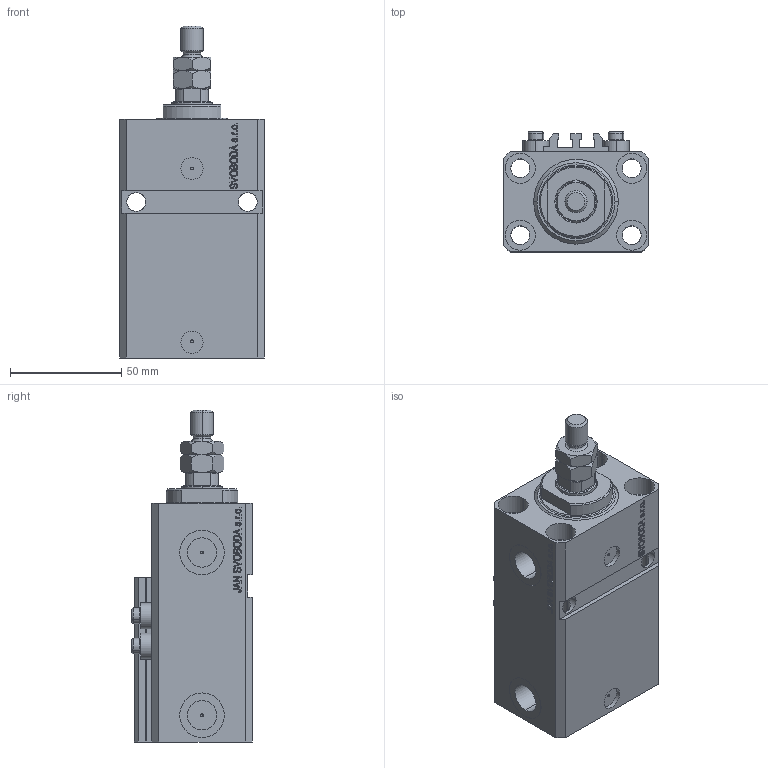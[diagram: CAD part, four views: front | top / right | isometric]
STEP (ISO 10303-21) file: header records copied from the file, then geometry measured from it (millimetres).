
FILE_DESCRIPTION (( 'STEP AP203' ), '1' );
FILE_NAME ('76a0.STEP', '2022-04-09T16:08:42', ( '' ), ( '' ), 'SwSTEP 2.0', 'SolidWorks 2019', '' );
FILE_SCHEMA (( 'CONFIG_CONTROL_DESIGN' ));
Products named in the file (6): V250CE_E_Body 2d4c709b4859b970c6e68d553c2154c0; 76a0; V250CE_C_VCP 2d4c709b4859b970c6e68d553c2154c0; ALLEN BOLT V250CE 2d4c709b4859b970c6e68d553c2154c0; MTA 2d4c709b4859b970c6e68d553c2154c0; V250CE_VC_E 2d4c709b4859b970c6e68d553c2154c0
Assembly tree (8 placements, depth 2):
  76a0
    V250CE_E_Body 2d4c709b4859b970c6e68d553c2154c0
    ALLEN BOLT V250CE 2d4c709b4859b970c6e68d553c2154c0  x4
    V250CE_C_VCP 2d4c709b4859b970c6e68d553c2154c0
    V250CE_VC_E 2d4c709b4859b970c6e68d553c2154c0
    MTA 2d4c709b4859b970c6e68d553c2154c0
Bounding box: 65 x 54 x 148.9 mm (x, y, z)
Volume: 281345.6 mm3; surface area: 79698.9 mm2
Topology: 9 solids, 9 shells, 1116 faces, 2769 edges, 1786 vertices
Faces by surface type: plane 526, bspline 360, cylinder 130, cone 84, torus 16
Entity records: 48740 total; most frequent: CARTESIAN_POINT 25542, ORIENTED_EDGE 5228, DIRECTION 3436, EDGE_CURVE 2614, VERTEX_POINT 1702, VECTOR 1540, LINE 1540, EDGE_LOOP 1176
